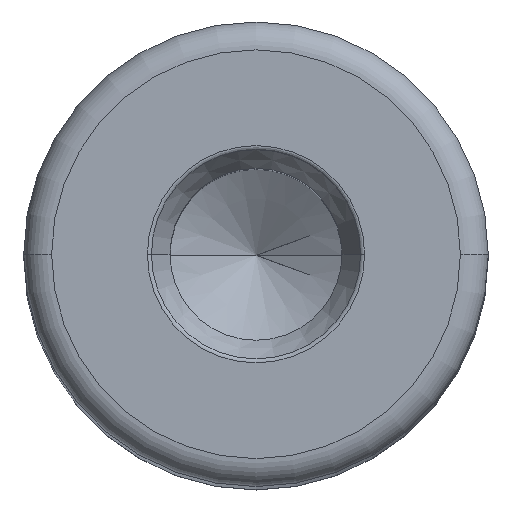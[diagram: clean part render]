
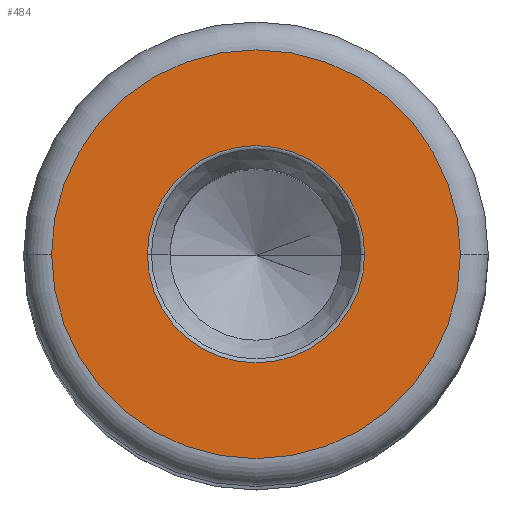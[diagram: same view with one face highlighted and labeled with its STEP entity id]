
A CAD part, top view. The second image highlights one B-rep face of the part: STEP entity #484.
In plain terms, the highlighted planar face has unit normal (0, 0, 1).
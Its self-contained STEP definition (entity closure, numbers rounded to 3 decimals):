
#8 = VERTEX_POINT ( 'NONE', #496 ) ;
#10 = DIRECTION ( 'NONE',  ( 1., 0., 0. ) ) ;
#20 = CIRCLE ( 'NONE', #527, 11.689 ) ;
#31 = EDGE_CURVE ( 'NONE', #236, #8, #661, .T. ) ;
#38 = DIRECTION ( 'NONE',  ( 1., 0., 0. ) ) ;
#50 = CARTESIAN_POINT ( 'NONE',  ( 0., 0., 220. ) ) ;
#51 = VERTEX_POINT ( 'NONE', #732 ) ;
#91 = DIRECTION ( 'NONE',  ( 1., 0., 0. ) ) ;
#166 = EDGE_CURVE ( 'NONE', #8, #236, #578, .T. ) ;
#167 = FACE_OUTER_BOUND ( 'NONE', #701, .T. ) ;
#180 = CARTESIAN_POINT ( 'NONE',  ( 11.689, 0., 220. ) ) ;
#215 = PLANE ( 'NONE',  #325 ) ;
#236 = VERTEX_POINT ( 'NONE', #651 ) ;
#245 = VERTEX_POINT ( 'NONE', #180 ) ;
#280 = DIRECTION ( 'NONE',  ( 1., 0., 0. ) ) ;
#284 = DIRECTION ( 'NONE',  ( 0., 0., 1. ) ) ;
#288 = ORIENTED_EDGE ( 'NONE', *, *, #166, .T. ) ;
#305 = ORIENTED_EDGE ( 'NONE', *, *, #315, .T. ) ;
#315 = EDGE_CURVE ( 'NONE', #51, #245, #20, .T. ) ;
#325 = AXIS2_PLACEMENT_3D ( 'NONE', #740, #385, #38 ) ;
#335 = AXIS2_PLACEMENT_3D ( 'NONE', #709, #354, #10 ) ;
#351 = ORIENTED_EDGE ( 'NONE', *, *, #31, .T. ) ;
#354 = DIRECTION ( 'NONE',  ( 0., 0., -1. ) ) ;
#385 = DIRECTION ( 'NONE',  ( 0., 0., 1. ) ) ;
#443 = CARTESIAN_POINT ( 'NONE',  ( 0., 0., 220. ) ) ;
#448 = DIRECTION ( 'NONE',  ( 0., 0., -1. ) ) ;
#484 = ADVANCED_FACE ( 'NONE', ( #665, #167 ), #215, .T. ) ;
#493 = DIRECTION ( 'NONE',  ( 0., 0., 1. ) ) ;
#495 = ORIENTED_EDGE ( 'NONE', *, *, #595, .T. ) ;
#496 = CARTESIAN_POINT ( 'NONE',  ( 22., 0., 220. ) ) ;
#511 = AXIS2_PLACEMENT_3D ( 'NONE', #50, #284, #642 ) ;
#527 = AXIS2_PLACEMENT_3D ( 'NONE', #443, #448, #280 ) ;
#549 = EDGE_LOOP ( 'NONE', ( #495, #305 ) ) ;
#566 = CARTESIAN_POINT ( 'NONE',  ( 0., 0., 220. ) ) ;
#576 = CIRCLE ( 'NONE', #335, 11.689 ) ;
#578 = CIRCLE ( 'NONE', #511, 22. ) ;
#595 = EDGE_CURVE ( 'NONE', #245, #51, #576, .T. ) ;
#642 = DIRECTION ( 'NONE',  ( 1., 0., 0. ) ) ;
#651 = CARTESIAN_POINT ( 'NONE',  ( -22., 0., 220. ) ) ;
#661 = CIRCLE ( 'NONE', #664, 22. ) ;
#664 = AXIS2_PLACEMENT_3D ( 'NONE', #566, #493, #91 ) ;
#665 = FACE_BOUND ( 'NONE', #549, .T. ) ;
#701 = EDGE_LOOP ( 'NONE', ( #288, #351 ) ) ;
#709 = CARTESIAN_POINT ( 'NONE',  ( 0., 0., 220. ) ) ;
#732 = CARTESIAN_POINT ( 'NONE',  ( -11.689, 0., 220. ) ) ;
#740 = CARTESIAN_POINT ( 'NONE',  ( 0., 0., 220. ) ) ;
